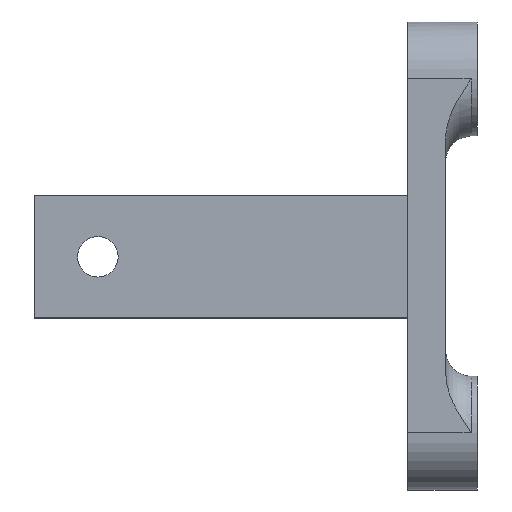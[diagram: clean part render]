
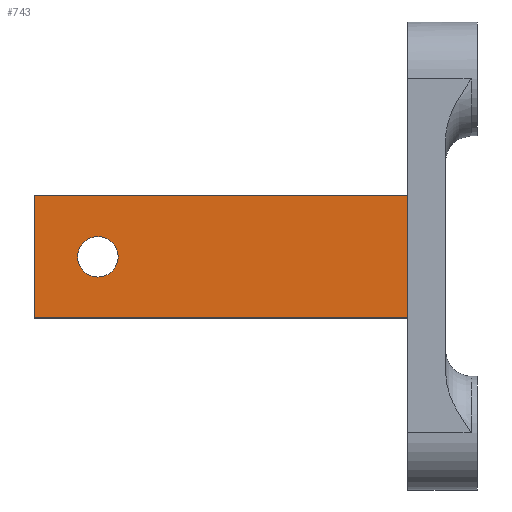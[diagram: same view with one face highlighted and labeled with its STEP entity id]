
A CAD part, top view. The second image highlights one B-rep face of the part: STEP entity #743.
In plain terms, the highlighted planar face has unit normal (0, 0, 1).
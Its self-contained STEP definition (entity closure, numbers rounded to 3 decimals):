
#21=FACE_BOUND('',#302,.T.);
#45=PLANE('',#811);
#110=LINE('',#1205,#193);
#112=LINE('',#1209,#195);
#115=LINE('',#1215,#198);
#116=LINE('',#1216,#199);
#193=VECTOR('',#961,10.);
#195=VECTOR('',#965,10.);
#198=VECTOR('',#970,10.);
#199=VECTOR('',#971,10.);
#255=FACE_OUTER_BOUND('',#301,.T.);
#301=EDGE_LOOP('',(#648,#649,#650,#651));
#302=EDGE_LOOP('',(#652));
#331=CIRCLE('',#812,1.6);
#385=VERTEX_POINT('',#1202);
#386=VERTEX_POINT('',#1204);
#387=VERTEX_POINT('',#1208);
#389=VERTEX_POINT('',#1214);
#390=VERTEX_POINT('',#1217);
#476=EDGE_CURVE('',#386,#385,#110,.T.);
#478=EDGE_CURVE('',#387,#386,#112,.T.);
#481=EDGE_CURVE('',#389,#385,#115,.T.);
#482=EDGE_CURVE('',#389,#387,#116,.T.);
#483=EDGE_CURVE('',#390,#390,#331,.T.);
#648=ORIENTED_EDGE('',*,*,#476,.T.);
#649=ORIENTED_EDGE('',*,*,#481,.F.);
#650=ORIENTED_EDGE('',*,*,#482,.T.);
#651=ORIENTED_EDGE('',*,*,#478,.T.);
#652=ORIENTED_EDGE('',*,*,#483,.T.);
#743=ADVANCED_FACE('',(#255,#21),#45,.T.);
#811=AXIS2_PLACEMENT_3D('',#1213,#968,#969);
#812=AXIS2_PLACEMENT_3D('',#1218,#972,#973);
#961=DIRECTION('',(0.,1.,0.));
#965=DIRECTION('',(1.,0.,0.));
#968=DIRECTION('center_axis',(0.,0.,1.));
#969=DIRECTION('ref_axis',(1.,0.,0.));
#970=DIRECTION('',(1.,0.,0.));
#971=DIRECTION('',(0.,-1.,0.));
#972=DIRECTION('center_axis',(0.,0.,-1.));
#973=DIRECTION('ref_axis',(1.,0.,0.));
#1202=CARTESIAN_POINT('',(29.5,4.83,5.));
#1204=CARTESIAN_POINT('',(29.5,-4.83,5.));
#1205=CARTESIAN_POINT('',(29.5,0.032,5.));
#1208=CARTESIAN_POINT('',(0.,-4.83,5.));
#1209=CARTESIAN_POINT('',(29.5,-4.83,5.));
#1213=CARTESIAN_POINT('Origin',(0.,0.,5.));
#1214=CARTESIAN_POINT('',(0.,4.83,5.));
#1215=CARTESIAN_POINT('',(0.,4.83,5.));
#1216=CARTESIAN_POINT('',(0.,0.,5.));
#1217=CARTESIAN_POINT('',(3.4,0.,5.));
#1218=CARTESIAN_POINT('Origin',(5.,0.,5.));
